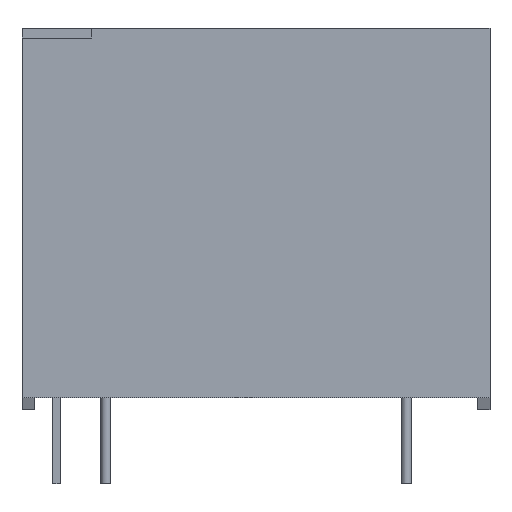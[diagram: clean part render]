
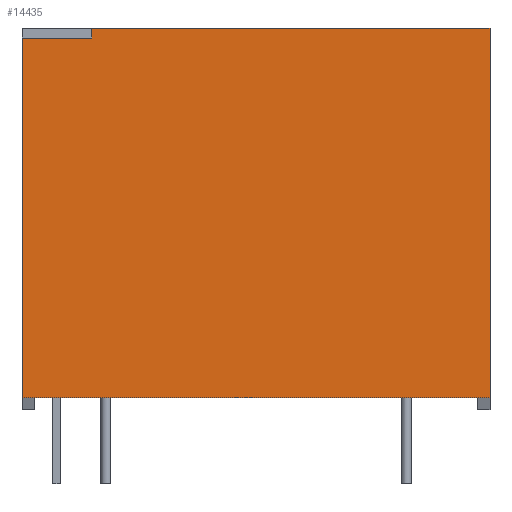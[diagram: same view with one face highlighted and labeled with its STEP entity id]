
A CAD part, front view. The second image highlights one B-rep face of the part: STEP entity #14435.
In plain terms, the highlighted planar face has unit normal (0, -1, 0).
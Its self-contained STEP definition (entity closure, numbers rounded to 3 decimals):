
#181 = CARTESIAN_POINT ( 'NONE',  ( -9.5, -7.6, 15. ) ) ;
#227 = CARTESIAN_POINT ( 'NONE',  ( -6.676, -7.6, 14.6 ) ) ;
#431 = VECTOR ( 'NONE', #12356, 1000. ) ;
#598 = PLANE ( 'NONE',  #11462 ) ;
#978 = DIRECTION ( 'NONE',  ( 1., 0., 0. ) ) ;
#1316 = EDGE_CURVE ( 'NONE', #12456, #12116, #6494, .T. ) ;
#1584 = EDGE_CURVE ( 'NONE', #7051, #6862, #2317, .T. ) ;
#1695 = DIRECTION ( 'NONE',  ( 0., 0., 1. ) ) ;
#2049 = CARTESIAN_POINT ( 'NONE',  ( -9.5, -7.6, 0. ) ) ;
#2309 = CARTESIAN_POINT ( 'NONE',  ( 9.5, -7.6, 15. ) ) ;
#2317 = LINE ( 'NONE', #181, #3737 ) ;
#2459 = CARTESIAN_POINT ( 'NONE',  ( -9.5, -7.6, 14.6 ) ) ;
#2577 = EDGE_CURVE ( 'NONE', #2763, #7051, #3098, .T. ) ;
#2645 = CARTESIAN_POINT ( 'NONE',  ( 9.5, -7.6, 0. ) ) ;
#2763 = VERTEX_POINT ( 'NONE', #227 ) ;
#2907 = EDGE_CURVE ( 'NONE', #12116, #4696, #4483, .T. ) ;
#3098 = LINE ( 'NONE', #9836, #3261 ) ;
#3261 = VECTOR ( 'NONE', #5609, 1000. ) ;
#3737 = VECTOR ( 'NONE', #978, 1000. ) ;
#4123 = VECTOR ( 'NONE', #7769, 1000. ) ;
#4483 = LINE ( 'NONE', #2049, #431 ) ;
#4696 = VERTEX_POINT ( 'NONE', #2645 ) ;
#5076 = VECTOR ( 'NONE', #13681, 1000. ) ;
#5609 = DIRECTION ( 'NONE',  ( 0., 0., 1. ) ) ;
#6466 = ORIENTED_EDGE ( 'NONE', *, *, #2577, .F. ) ;
#6494 = LINE ( 'NONE', #9890, #12201 ) ;
#6612 = ORIENTED_EDGE ( 'NONE', *, *, #6631, .F. ) ;
#6631 = EDGE_CURVE ( 'NONE', #6862, #4696, #9028, .T. ) ;
#6721 = EDGE_LOOP ( 'NONE', ( #14592, #6466, #8495, #9649, #10514, #6612 ) ) ;
#6862 = VERTEX_POINT ( 'NONE', #12221 ) ;
#7051 = VERTEX_POINT ( 'NONE', #9434 ) ;
#7724 = CARTESIAN_POINT ( 'NONE',  ( -9.5, -7.6, 0. ) ) ;
#7769 = DIRECTION ( 'NONE',  ( 0., 0., -1. ) ) ;
#7925 = CARTESIAN_POINT ( 'NONE',  ( -9.5, -7.6, 14.6 ) ) ;
#8495 = ORIENTED_EDGE ( 'NONE', *, *, #8898, .F. ) ;
#8700 = DIRECTION ( 'NONE',  ( 0., 0., -1. ) ) ;
#8898 = EDGE_CURVE ( 'NONE', #12456, #2763, #11505, .T. ) ;
#9028 = LINE ( 'NONE', #2309, #4123 ) ;
#9434 = CARTESIAN_POINT ( 'NONE',  ( -6.676, -7.6, 15. ) ) ;
#9649 = ORIENTED_EDGE ( 'NONE', *, *, #1316, .T. ) ;
#9836 = CARTESIAN_POINT ( 'NONE',  ( -6.676, -7.6, 14.6 ) ) ;
#9890 = CARTESIAN_POINT ( 'NONE',  ( -9.5, -7.6, 15. ) ) ;
#10511 = FACE_OUTER_BOUND ( 'NONE', #6721, .T. ) ;
#10514 = ORIENTED_EDGE ( 'NONE', *, *, #2907, .T. ) ;
#11462 = AXIS2_PLACEMENT_3D ( 'NONE', #11852, #11636, #1695 ) ;
#11505 = LINE ( 'NONE', #7925, #5076 ) ;
#11636 = DIRECTION ( 'NONE',  ( 0., 1., 0. ) ) ;
#11852 = CARTESIAN_POINT ( 'NONE',  ( -9.5, -7.6, 15. ) ) ;
#12116 = VERTEX_POINT ( 'NONE', #7724 ) ;
#12201 = VECTOR ( 'NONE', #8700, 1000. ) ;
#12221 = CARTESIAN_POINT ( 'NONE',  ( 9.5, -7.6, 15. ) ) ;
#12356 = DIRECTION ( 'NONE',  ( 1., 0., 0. ) ) ;
#12456 = VERTEX_POINT ( 'NONE', #2459 ) ;
#13681 = DIRECTION ( 'NONE',  ( 1., 0., 0. ) ) ;
#14435 = ADVANCED_FACE ( 'NONE', ( #10511 ), #598, .F. ) ;
#14592 = ORIENTED_EDGE ( 'NONE', *, *, #1584, .F. ) ;
